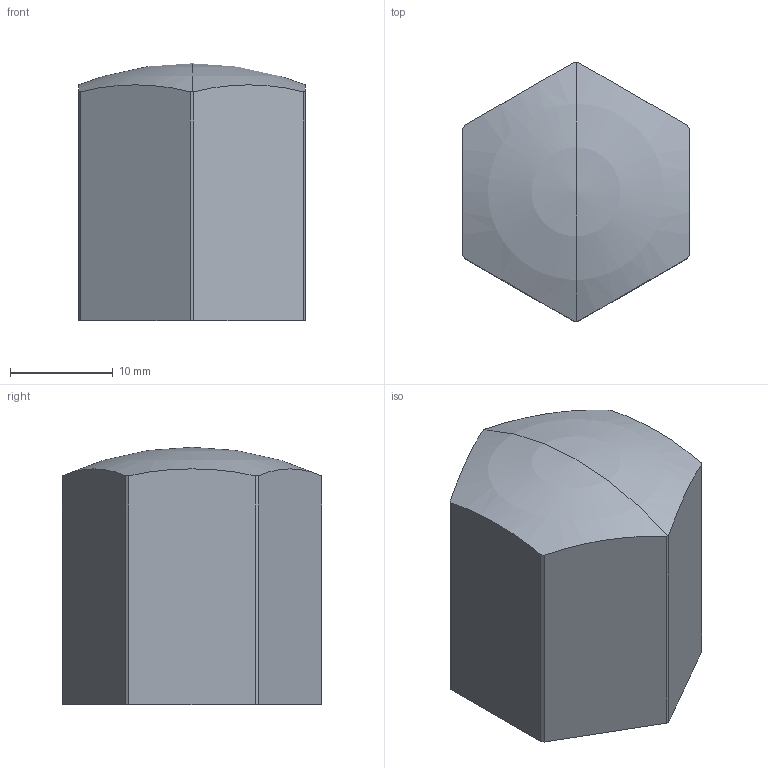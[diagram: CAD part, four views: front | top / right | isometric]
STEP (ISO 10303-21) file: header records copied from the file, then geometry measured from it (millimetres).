
FILE_DESCRIPTION(('STEP AP214'),'1');
FILE_NAME('HALDERN_EH_22690_0402.stp','2017-07-04T09:12:33',('TraceParts'),('TraceParts S.A.'),'Spatial InterOp 3D',' ',' ');
FILE_SCHEMA(('automotive_design'));
Length unit declared in the file: millimetre
Products named in the file (1): HALDERN_EH_22690_0402
Bounding box: 22 x 25.2 x 25 mm (x, y, z)
Volume: 8386.4 mm3; surface area: 3172.1 mm2
Topology: 1 solids, 1 shells, 21 faces, 58 edges, 36 vertices
Faces by surface type: cylinder 8, plane 7, cone 4, sphere 2
Entity records: 850 total; most frequent: DIRECTION 128, CARTESIAN_POINT 112, ORIENTED_EDGE 108, EDGE_CURVE 54, AXIS2_PLACEMENT_3D 52, VERTEX_POINT 36, CIRCLE 30, LINE 24
